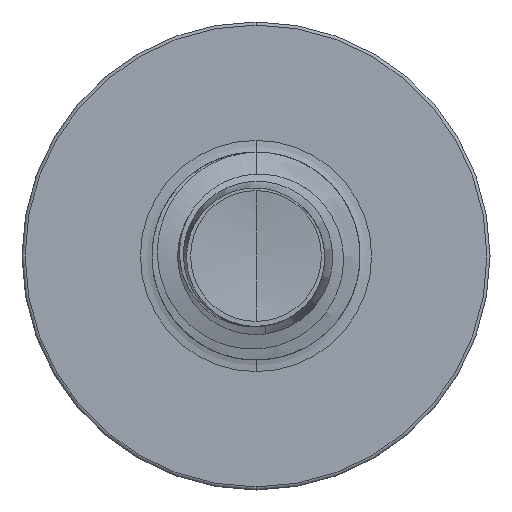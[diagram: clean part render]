
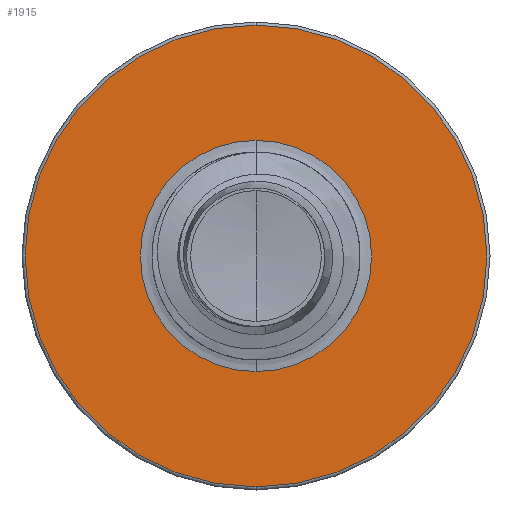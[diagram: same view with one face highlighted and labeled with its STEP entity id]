
A CAD part, front view. The second image highlights one B-rep face of the part: STEP entity #1915.
In plain terms, the highlighted planar face has unit normal (0, -1, 0).
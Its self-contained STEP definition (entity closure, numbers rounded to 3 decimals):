
#400 = EDGE_CURVE ( 'NONE', #12370, #22459, #23603, .T. ) ;
#1915 = ADVANCED_FACE ( 'NONE', ( #8149, #20307 ), #10174, .F. ) ;
#3588 = AXIS2_PLACEMENT_3D ( 'NONE', #20773, #26496, #26332 ) ;
#5557 = CARTESIAN_POINT ( 'NONE',  ( 0., 8., 0. ) ) ;
#5742 = ORIENTED_EDGE ( 'NONE', *, *, #27684, .F. ) ;
#7756 = CARTESIAN_POINT ( 'NONE',  ( 0., 8., 2.22 ) ) ;
#8149 = FACE_OUTER_BOUND ( 'NONE', #28814, .T. ) ;
#8180 = DIRECTION ( 'NONE',  ( 0., 0., 1. ) ) ;
#8232 = AXIS2_PLACEMENT_3D ( 'NONE', #9335, #9271, #9265 ) ;
#9265 = DIRECTION ( 'NONE',  ( 0., 0., 1. ) ) ;
#9271 = DIRECTION ( 'NONE',  ( 0., 1., 0. ) ) ;
#9335 = CARTESIAN_POINT ( 'NONE',  ( 0., 8., -1.112 ) ) ;
#10174 = PLANE ( 'NONE',  #8232 ) ;
#10318 = EDGE_LOOP ( 'NONE', ( #18381, #13922 ) ) ;
#10605 = CARTESIAN_POINT ( 'NONE',  ( 0., 8., -2.22 ) ) ;
#10784 = CARTESIAN_POINT ( 'NONE',  ( 0., 8., 0. ) ) ;
#10947 = DIRECTION ( 'NONE',  ( 0., 1., 0. ) ) ;
#11408 = EDGE_CURVE ( 'NONE', #22459, #12370, #27476, .T. ) ;
#12370 = VERTEX_POINT ( 'NONE', #25143 ) ;
#13397 = DIRECTION ( 'NONE',  ( 0., 0., 1. ) ) ;
#13922 = ORIENTED_EDGE ( 'NONE', *, *, #11408, .T. ) ;
#14307 = VERTEX_POINT ( 'NONE', #7756 ) ;
#15700 = CIRCLE ( 'NONE', #18252, 2.22 ) ;
#16170 = EDGE_CURVE ( 'NONE', #14307, #27390, #15700, .T. ) ;
#16613 = CARTESIAN_POINT ( 'NONE',  ( 0., 8., -1.112 ) ) ;
#18252 = AXIS2_PLACEMENT_3D ( 'NONE', #5557, #22453, #8180 ) ;
#18381 = ORIENTED_EDGE ( 'NONE', *, *, #400, .T. ) ;
#20307 = FACE_BOUND ( 'NONE', #10318, .T. ) ;
#20773 = CARTESIAN_POINT ( 'NONE',  ( 0., 8., 0. ) ) ;
#22437 = CIRCLE ( 'NONE', #23171, 2.22 ) ;
#22453 = DIRECTION ( 'NONE',  ( 0., 1., 0. ) ) ;
#22459 = VERTEX_POINT ( 'NONE', #16613 ) ;
#23171 = AXIS2_PLACEMENT_3D ( 'NONE', #10784, #26692, #13397 ) ;
#23173 = ORIENTED_EDGE ( 'NONE', *, *, #16170, .F. ) ;
#23603 = CIRCLE ( 'NONE', #3588, 1.112 ) ;
#24668 = CARTESIAN_POINT ( 'NONE',  ( 0., 8., 0. ) ) ;
#25143 = CARTESIAN_POINT ( 'NONE',  ( 0., 8., 1.112 ) ) ;
#26332 = DIRECTION ( 'NONE',  ( 0., 0., 1. ) ) ;
#26496 = DIRECTION ( 'NONE',  ( 0., 1., 0. ) ) ;
#26692 = DIRECTION ( 'NONE',  ( 0., 1., 0. ) ) ;
#26830 = DIRECTION ( 'NONE',  ( 0., 0., 1. ) ) ;
#27390 = VERTEX_POINT ( 'NONE', #10605 ) ;
#27476 = CIRCLE ( 'NONE', #28112, 1.112 ) ;
#27684 = EDGE_CURVE ( 'NONE', #27390, #14307, #22437, .T. ) ;
#28112 = AXIS2_PLACEMENT_3D ( 'NONE', #24668, #10947, #26830 ) ;
#28814 = EDGE_LOOP ( 'NONE', ( #23173, #5742 ) ) ;
